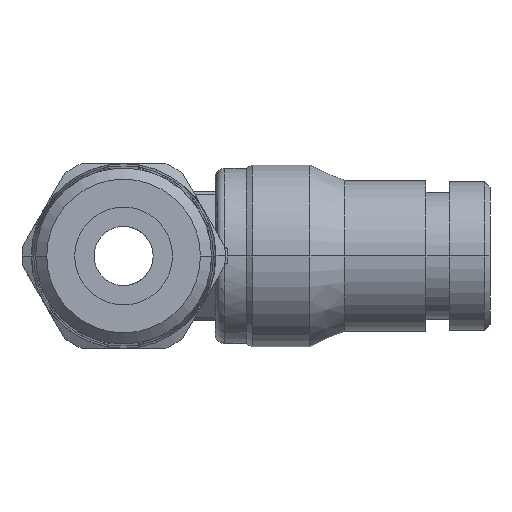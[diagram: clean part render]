
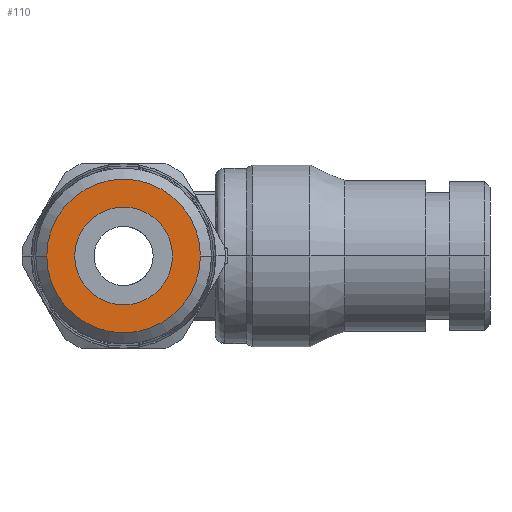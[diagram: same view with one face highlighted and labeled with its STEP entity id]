
A CAD part, left-side view. The second image highlights one B-rep face of the part: STEP entity #110.
In plain terms, the highlighted planar face has unit normal (-1, 0, 0).
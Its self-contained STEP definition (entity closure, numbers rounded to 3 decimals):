
#110=ADVANCED_FACE('',(#351,#352),#353,.T.);
#351=FACE_BOUND('',#708,.T.);
#352=FACE_OUTER_BOUND('',#709,.T.);
#353=PLANE('',#710);
#708=EDGE_LOOP('',(#1427,#1428));
#709=EDGE_LOOP('',(#1429,#1430));
#710=AXIS2_PLACEMENT_3D('',#1431,#1432,#1433);
#1427=ORIENTED_EDGE('',*,*,#2514,.T.);
#1428=ORIENTED_EDGE('',*,*,#2493,.T.);
#1429=ORIENTED_EDGE('',*,*,#2471,.F.);
#1430=ORIENTED_EDGE('',*,*,#2520,.F.);
#1431=CARTESIAN_POINT('',(-47.366,-2.079,0.0));
#1432=DIRECTION('',(-1.0,0.,-0.0));
#1433=DIRECTION('',(0.,1.0,0.0));
#2471=EDGE_CURVE('',#3036,#3039,#3040,.T.);
#2493=EDGE_CURVE('',#3074,#3078,#3080,.T.);
#2514=EDGE_CURVE('',#3078,#3074,#3112,.T.);
#2520=EDGE_CURVE('',#3039,#3036,#3118,.T.);
#3036=VERTEX_POINT('',#4178);
#3039=VERTEX_POINT('',#4182);
#3040=CIRCLE('',#4183,4.159);
#3074=VERTEX_POINT('',#4226);
#3078=VERTEX_POINT('',#4231);
#3080=CIRCLE('',#4234,2.65);
#3112=CIRCLE('',#4272,2.65);
#3118=CIRCLE('',#4278,4.159);
#4178=CARTESIAN_POINT('',(-47.366,-4.159,0.0));
#4182=CARTESIAN_POINT('',(-47.366,4.159,0.));
#4183=AXIS2_PLACEMENT_3D('',#5502,#5503,#5504);
#4226=CARTESIAN_POINT('',(-47.366,0.,-2.65));
#4231=CARTESIAN_POINT('',(-47.366,0.,2.65));
#4234=AXIS2_PLACEMENT_3D('',#5546,#5547,#5548);
#4272=AXIS2_PLACEMENT_3D('',#5597,#5598,#5599);
#4278=AXIS2_PLACEMENT_3D('',#5615,#5616,#5617);
#5502=CARTESIAN_POINT('',(-47.366,0.0,0.0));
#5503=DIRECTION('',(1.0,0.,0.0));
#5504=DIRECTION('',(0.,-1.0,0.0));
#5546=CARTESIAN_POINT('',(-47.366,0.0,0.0));
#5547=DIRECTION('',(1.0,0.,0.0));
#5548=DIRECTION('',(0.0,0.0,-1.0));
#5597=CARTESIAN_POINT('',(-47.366,0.0,0.0));
#5598=DIRECTION('',(1.0,0.,0.0));
#5599=DIRECTION('',(0.0,0.0,-1.0));
#5615=CARTESIAN_POINT('',(-47.366,0.0,0.0));
#5616=DIRECTION('',(1.0,0.,0.0));
#5617=DIRECTION('',(0.,-1.0,0.0));
